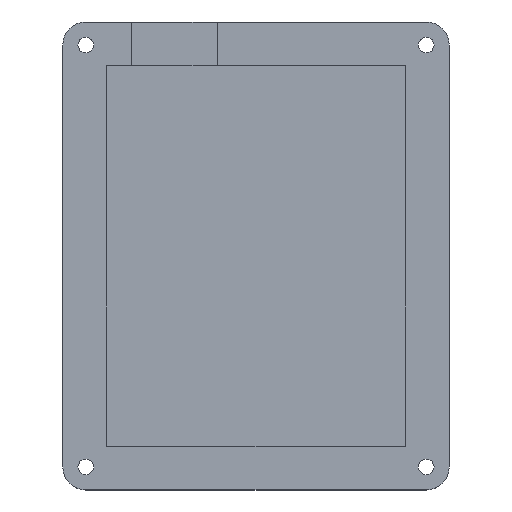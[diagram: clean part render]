
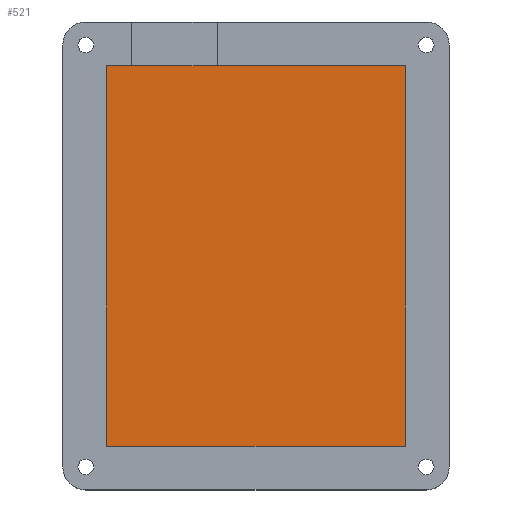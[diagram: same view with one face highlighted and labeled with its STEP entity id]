
A CAD part, top view. The second image highlights one B-rep face of the part: STEP entity #521.
In plain terms, the highlighted planar face has unit normal (0, 0, 1).
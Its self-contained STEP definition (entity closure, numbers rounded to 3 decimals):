
#31=PLANE('',#565);
#53=FACE_OUTER_BOUND('',#87,.T.);
#87=EDGE_LOOP('',(#409,#410,#411,#412));
#143=LINE('',#837,#191);
#144=LINE('',#839,#192);
#145=LINE('',#841,#193);
#146=LINE('',#842,#194);
#191=VECTOR('',#669,10.);
#192=VECTOR('',#670,10.);
#193=VECTOR('',#671,10.);
#194=VECTOR('',#672,10.);
#267=VERTEX_POINT('',#835);
#268=VERTEX_POINT('',#836);
#269=VERTEX_POINT('',#838);
#270=VERTEX_POINT('',#840);
#323=EDGE_CURVE('',#267,#268,#143,.T.);
#324=EDGE_CURVE('',#269,#267,#144,.T.);
#325=EDGE_CURVE('',#270,#269,#145,.T.);
#326=EDGE_CURVE('',#268,#270,#146,.T.);
#409=ORIENTED_EDGE('',*,*,#323,.F.);
#410=ORIENTED_EDGE('',*,*,#324,.F.);
#411=ORIENTED_EDGE('',*,*,#325,.F.);
#412=ORIENTED_EDGE('',*,*,#326,.F.);
#521=ADVANCED_FACE('',(#53),#31,.T.);
#565=AXIS2_PLACEMENT_3D('',#834,#667,#668);
#667=DIRECTION('center_axis',(0.,0.,1.));
#668=DIRECTION('ref_axis',(1.,0.,0.));
#669=DIRECTION('',(-1.,0.,0.));
#670=DIRECTION('',(0.,-1.,0.));
#671=DIRECTION('',(1.,0.,0.));
#672=DIRECTION('',(0.,1.,0.));
#834=CARTESIAN_POINT('Origin',(17.456,8.7,3.));
#835=CARTESIAN_POINT('',(49.912,-32.6,3.));
#836=CARTESIAN_POINT('',(-15.,-32.6,3.));
#837=CARTESIAN_POINT('',(33.684,-32.6,3.));
#838=CARTESIAN_POINT('',(49.912,50.,3.));
#839=CARTESIAN_POINT('',(49.912,29.35,3.));
#840=CARTESIAN_POINT('',(-15.,50.,3.));
#841=CARTESIAN_POINT('',(1.228,50.,3.));
#842=CARTESIAN_POINT('',(-15.,-11.95,3.));
